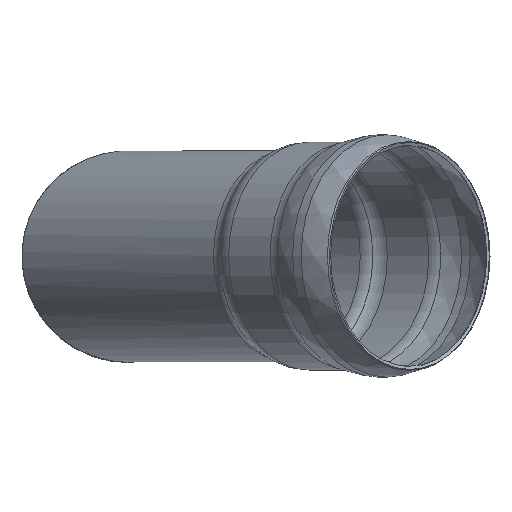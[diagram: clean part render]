
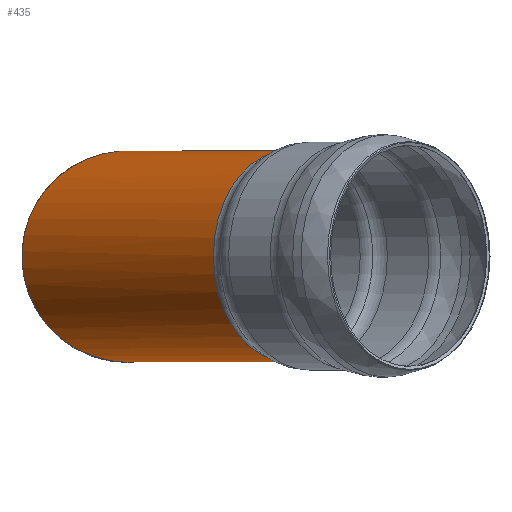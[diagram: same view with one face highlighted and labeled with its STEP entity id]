
A CAD part, top view. The second image highlights one B-rep face of the part: STEP entity #435.
In plain terms, the highlighted cylindrical face has radius 365 mm (diameter 730 mm), a full revolution.
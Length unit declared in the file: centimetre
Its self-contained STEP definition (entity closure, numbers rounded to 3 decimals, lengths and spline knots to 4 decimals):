
#69=FACE_OUTER_BOUND('',#96,.T.);
#96=EDGE_LOOP('',(#392,#393,#394,#395,#396));
#102=ELLIPSE('',#507,39.5073,36.5);
#116=LINE('',#894,#132);
#132=VECTOR('',#659,36.5);
#157=CIRCLE('',#476,36.5);
#158=CIRCLE('',#477,36.5);
#199=VERTEX_POINT('',#786);
#200=VERTEX_POINT('',#787);
#216=VERTEX_POINT('',#892);
#249=EDGE_CURVE('',#199,#200,#157,.T.);
#250=EDGE_CURVE('',#200,#199,#158,.T.);
#276=EDGE_CURVE('',#216,#216,#102,.T.);
#277=EDGE_CURVE('',#216,#200,#116,.T.);
#392=ORIENTED_EDGE('',*,*,#276,.F.);
#393=ORIENTED_EDGE('',*,*,#277,.T.);
#394=ORIENTED_EDGE('',*,*,#249,.F.);
#395=ORIENTED_EDGE('',*,*,#250,.F.);
#396=ORIENTED_EDGE('',*,*,#277,.F.);
#410=CYLINDRICAL_SURFACE('',#506,36.5);
#435=ADVANCED_FACE('',(#69),#410,.T.);
#476=AXIS2_PLACEMENT_3D('',#788,#591,#592);
#477=AXIS2_PLACEMENT_3D('',#789,#593,#594);
#506=AXIS2_PLACEMENT_3D('',#891,#655,#656);
#507=AXIS2_PLACEMENT_3D('',#893,#657,#658);
#591=DIRECTION('center_axis',(0.707,0.,0.707));
#592=DIRECTION('ref_axis',(0.707,0.,-0.707));
#593=DIRECTION('center_axis',(0.707,0.,0.707));
#594=DIRECTION('ref_axis',(0.707,0.,-0.707));
#655=DIRECTION('center_axis',(-0.707,0.,
-0.707));
#656=DIRECTION('ref_axis',(-0.707,0.,0.707));
#657=DIRECTION('center_axis',(-0.383,0.,
-0.924));
#658=DIRECTION('ref_axis',(-0.924,0.,0.383));
#659=DIRECTION('',(0.707,0.,0.707));
#786=CARTESIAN_POINT('',(55.5128,36.5,177.5128));
#787=CARTESIAN_POINT('',(81.3222,0.,151.7034));
#788=CARTESIAN_POINT('Origin',(55.5128,0.,177.5128));
#789=CARTESIAN_POINT('Origin',(55.5128,0.,177.5128));
#891=CARTESIAN_POINT('Origin',(55.5128,0.,177.5128));
#892=CARTESIAN_POINT('',(36.5,0.,106.8812));
#893=CARTESIAN_POINT('Origin',(0.,0.,122.));
#894=CARTESIAN_POINT('',(81.3222,0.,151.7034));
